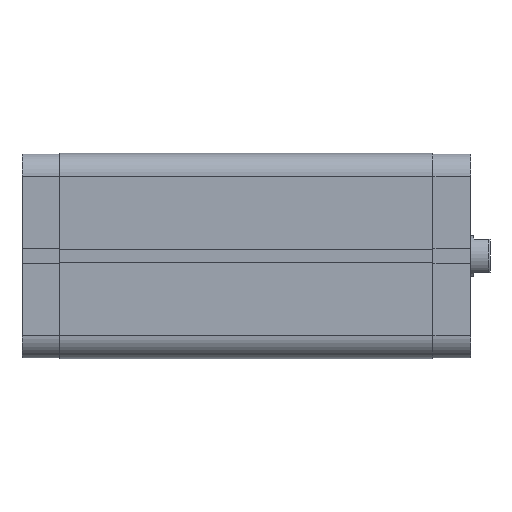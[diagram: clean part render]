
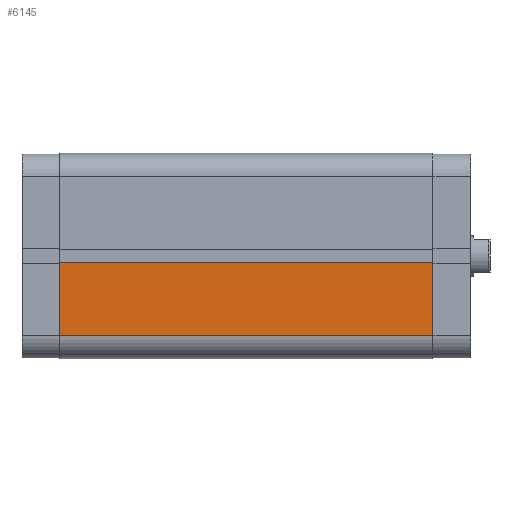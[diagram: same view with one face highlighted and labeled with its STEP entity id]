
A CAD part, front view. The second image highlights one B-rep face of the part: STEP entity #6145.
In plain terms, the highlighted planar face has unit normal (0, -1, 0).
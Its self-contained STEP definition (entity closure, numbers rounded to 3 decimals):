
#688 = EDGE_CURVE ( 'NONE', #6585, #6583, #4062, .T. ) ;
#689 = EDGE_CURVE ( 'NONE', #6582, #6583, #4049, .T. ) ;
#692 = EDGE_CURVE ( 'NONE', #6584, #6585, #4069, .T. ) ;
#693 = EDGE_CURVE ( 'NONE', #6584, #6582, #4071, .T. ) ;
#1359 = FACE_OUTER_BOUND ( 'NONE', #3345, .T. ) ;
#1826 = CARTESIAN_POINT ( 'NONE',  ( 0., -40., 145.5 ) ) ;
#1827 = PLANE ( 'NONE',  #4501 ) ;
#1828 = DIRECTION ( 'NONE',  ( 0., 1., 0. ) ) ;
#1829 = DIRECTION ( 'NONE',  ( 0., 0., 1. ) ) ;
#2711 = CARTESIAN_POINT ( 'NONE',  ( -2.6, -40., 145.5 ) ) ;
#2712 = CARTESIAN_POINT ( 'NONE',  ( -2.6, -40., 0. ) ) ;
#2713 = CARTESIAN_POINT ( 'NONE',  ( -31., -40., 145.5 ) ) ;
#2714 = CARTESIAN_POINT ( 'NONE',  ( -31., -40., 0. ) ) ;
#3173 = ORIENTED_EDGE ( 'NONE', *, *, #692, .T. ) ;
#3174 = ORIENTED_EDGE ( 'NONE', *, *, #693, .F. ) ;
#3175 = ORIENTED_EDGE ( 'NONE', *, *, #689, .F. ) ;
#3176 = ORIENTED_EDGE ( 'NONE', *, *, #688, .T. ) ;
#3345 = EDGE_LOOP ( 'NONE', ( #3176, #3175, #3174, #3173 ) ) ;
#4049 = LINE ( 'NONE', #5436, #4064 ) ;
#4059 = VECTOR ( 'NONE', #5450, 1000. ) ;
#4062 = LINE ( 'NONE', #5441, #4063 ) ;
#4063 = VECTOR ( 'NONE', #5442, 1000. ) ;
#4064 = VECTOR ( 'NONE', #5444, 1000. ) ;
#4069 = LINE ( 'NONE', #5440, #4059 ) ;
#4071 = LINE ( 'NONE', #5451, #4072 ) ;
#4072 = VECTOR ( 'NONE', #5452, 1000. ) ;
#4501 = AXIS2_PLACEMENT_3D ( 'NONE', #1826, #1828, #1829 ) ;
#5436 = CARTESIAN_POINT ( 'NONE',  ( -2.6, -40., 145.5 ) ) ;
#5440 = CARTESIAN_POINT ( 'NONE',  ( -31., -40., 145.5 ) ) ;
#5441 = CARTESIAN_POINT ( 'NONE',  ( 0., -40., 0. ) ) ;
#5442 = DIRECTION ( 'NONE',  ( 1., 0., 0. ) ) ;
#5444 = DIRECTION ( 'NONE',  ( 0., 0., -1. ) ) ;
#5450 = DIRECTION ( 'NONE',  ( 0., 0., -1. ) ) ;
#5451 = CARTESIAN_POINT ( 'NONE',  ( 0., -40., 145.5 ) ) ;
#5452 = DIRECTION ( 'NONE',  ( 1., 0., 0. ) ) ;
#6145 = ADVANCED_FACE ( 'NONE', ( #1359 ), #1827, .F. ) ;
#6582 = VERTEX_POINT ( 'NONE', #2711 ) ;
#6583 = VERTEX_POINT ( 'NONE', #2712 ) ;
#6584 = VERTEX_POINT ( 'NONE', #2713 ) ;
#6585 = VERTEX_POINT ( 'NONE', #2714 ) ;
